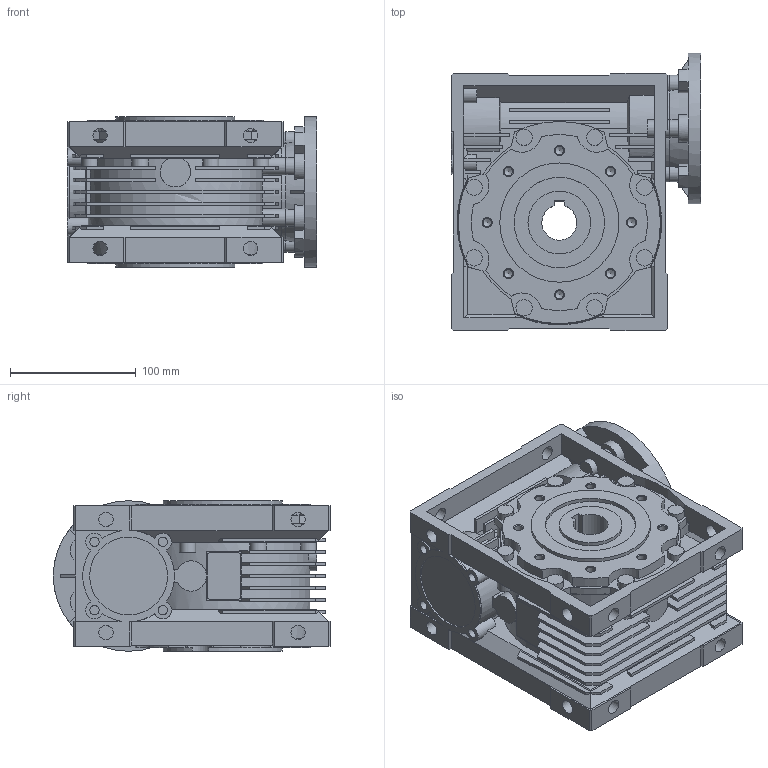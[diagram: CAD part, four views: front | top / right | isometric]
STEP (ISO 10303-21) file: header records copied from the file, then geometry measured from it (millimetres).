
FILE_DESCRIPTION(('STEP AP214'),'1');
FILE_NAME('SB07580B14.stp','2016-01-12T07:03:23',(' '),(' '),'Spatial InterOp 3D',' ',' ');
FILE_SCHEMA(('automotive_design'));
Length unit declared in the file: millimetre
Products named in the file (5): NMRV075501392811100300NO--; _75-80 B14; _VB 075-19 (19); _075-28 (120); _Gear unit 75
Assembly tree (4 placements, depth 2):
  NMRV075501392811100300NO--
    _75-80 B14
    _VB 075-19 (19)
    _075-28 (120)
    _Gear unit 75
Bounding box: 198.5 x 221 x 120 mm (x, y, z)
Volume: 2858650.4 mm3; surface area: 474522.6 mm2
Topology: 4 solids, 4 shells, 980 faces, 2759 edges, 1824 vertices
Faces by surface type: plane 646, cylinder 252, cone 80, bspline 2
Full cylindrical faces by diameter (mm): 6 x4, 6.647 x16, 7.45 x4, 11.38 x14, 13 x14, 39 x1, 40 x1, 42 x1, 50 x2, 60 x2, 62 x1, 68 x2, 72 x2, 95 x1, 120 x1, 139.93 x2
Entity records: 39617 total; most frequent: CARTESIAN_POINT 6473, ORIENTED_EDGE 5238, DIRECTION 5167, EDGE_CURVE 2619, VERTEX_POINT 1803, AXIS2_PLACEMENT_3D 1741, LINE 1685, VECTOR 1685
